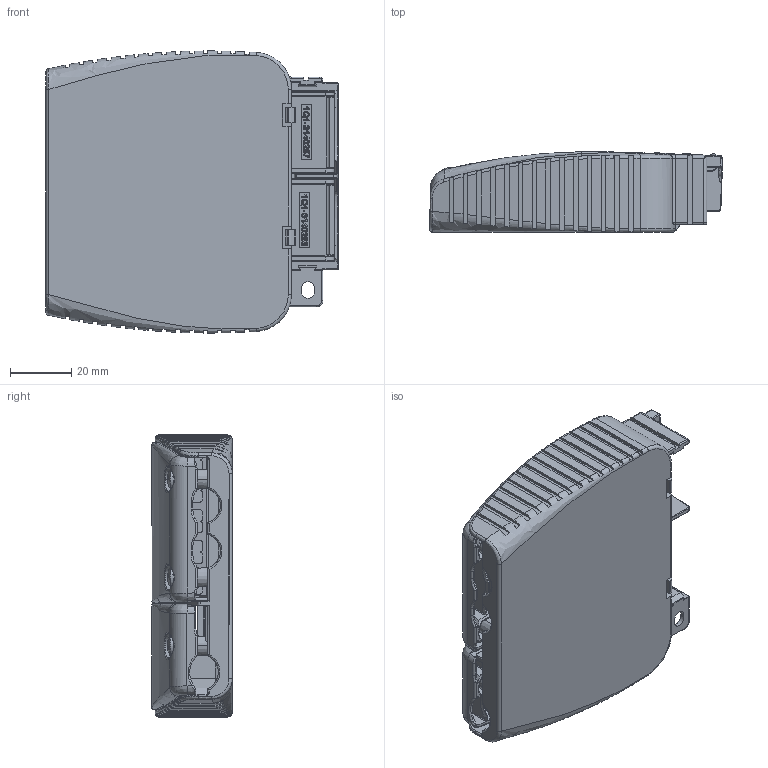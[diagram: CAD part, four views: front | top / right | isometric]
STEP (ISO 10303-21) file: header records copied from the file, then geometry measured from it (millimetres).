
FILE_DESCRIPTION (( 'STEP AP214' ), '1' );
FILE_NAME ('CC_A-Style-TL.STEP', '2019-07-15T07:48:28', ( '' ), ( '' ), 'SwSTEP 2.0', 'SolidWorks 2017', '' );
FILE_SCHEMA (( 'AUTOMOTIVE_DESIGN' ));
Length unit declared in the file: millimetre
Products named in the file (1): CC_A-Style-TL
Bounding box: 95.35 x 26.15 x 92 mm (x, y, z)
Volume: 66195.4 mm3; surface area: 68642.5 mm2
Topology: 12 solids, 12 shells, 5081 faces, 13591 edges, 8653 vertices
Faces by surface type: plane 2162, bspline 1282, cylinder 1051, cone 331, torus 144, sphere 111
Entity records: 269918 total; most frequent: CARTESIAN_POINT 99133, ORIENTED_EDGE 26962, DIRECTION 19376, EDGE_CURVE 13481, VERTEX_POINT 8631, LINE 7036, VECTOR 7036, AXIS2_PLACEMENT_3D 6170
